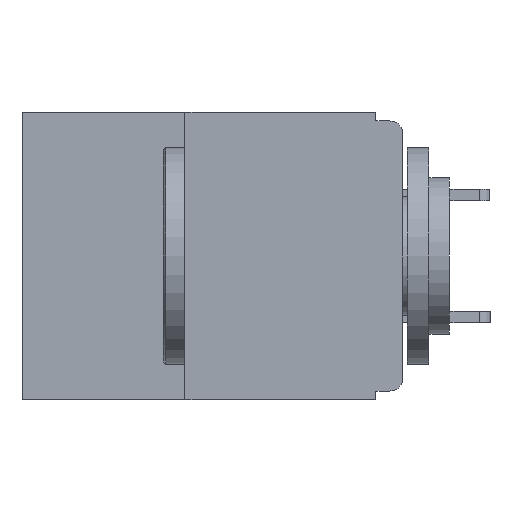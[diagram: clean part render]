
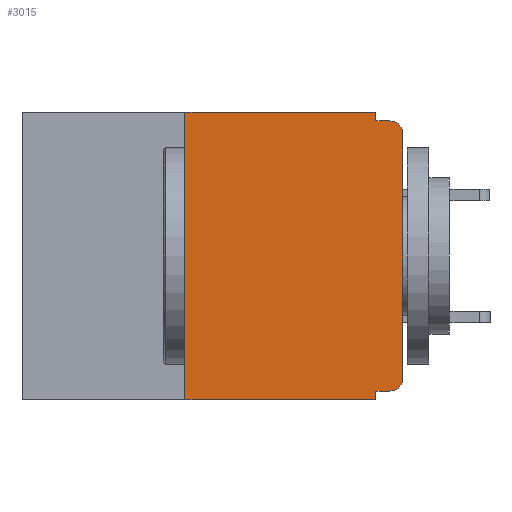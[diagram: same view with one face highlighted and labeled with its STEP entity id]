
A CAD part, left-side view. The second image highlights one B-rep face of the part: STEP entity #3015.
In plain terms, the highlighted planar face has unit normal (-1, 0, 0).
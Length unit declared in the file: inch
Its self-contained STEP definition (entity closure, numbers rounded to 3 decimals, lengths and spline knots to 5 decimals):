
#124 = DIRECTION ( 'NONE',  ( 0., -1., 0. ) ) ;
#171 = VECTOR ( 'NONE', #12745, 39.37008 ) ;
#344 = CARTESIAN_POINT ( 'NONE',  ( 0., 0.015, -0.305 ) ) ;
#725 = CARTESIAN_POINT ( 'NONE',  ( 0., 0.25, -0.33 ) ) ;
#1389 = LINE ( 'NONE', #12685, #5079 ) ;
#1463 = EDGE_CURVE ( 'NONE', #16731, #3958, #10306, .T. ) ;
#1705 = CARTESIAN_POINT ( 'NONE',  ( 0., 0.25, -0.33 ) ) ;
#1778 = DIRECTION ( 'NONE',  ( 0., 0., -1. ) ) ;
#2038 = CARTESIAN_POINT ( 'NONE',  ( 0., 0.015, -0.01 ) ) ;
#2125 = CARTESIAN_POINT ( 'NONE',  ( 0., 0., -0.305 ) ) ;
#2373 = EDGE_CURVE ( 'NONE', #6662, #17397, #16416, .T. ) ;
#2577 = ORIENTED_EDGE ( 'NONE', *, *, #5205, .F. ) ;
#3015 = ADVANCED_FACE ( 'NONE', ( #7665 ), #9419, .F. ) ;
#3050 = DIRECTION ( 'NONE',  ( 0., -1., 0. ) ) ;
#3406 = LINE ( 'NONE', #13661, #17196 ) ;
#3556 = LINE ( 'NONE', #8097, #6734 ) ;
#3901 = VECTOR ( 'NONE', #16522, 39.37008 ) ;
#3958 = VERTEX_POINT ( 'NONE', #6570 ) ;
#4141 = CARTESIAN_POINT ( 'NONE',  ( 0., 0.031, 0. ) ) ;
#4150 = ORIENTED_EDGE ( 'NONE', *, *, #15370, .T. ) ;
#4357 = ORIENTED_EDGE ( 'NONE', *, *, #16592, .F. ) ;
#4645 = CARTESIAN_POINT ( 'NONE',  ( 0., 0.031, -0.01 ) ) ;
#4674 = ORIENTED_EDGE ( 'NONE', *, *, #13362, .F. ) ;
#5040 = VERTEX_POINT ( 'NONE', #15971 ) ;
#5079 = VECTOR ( 'NONE', #12841, 39.37008 ) ;
#5205 = EDGE_CURVE ( 'NONE', #15860, #16731, #1389, .T. ) ;
#5937 = VERTEX_POINT ( 'NONE', #2125 ) ;
#6570 = CARTESIAN_POINT ( 'NONE',  ( 0., 0.031, -0.33 ) ) ;
#6662 = VERTEX_POINT ( 'NONE', #4645 ) ;
#6734 = VECTOR ( 'NONE', #124, 39.37008 ) ;
#7153 = DIRECTION ( 'NONE',  ( 0., 0., 1. ) ) ;
#7160 = DIRECTION ( 'NONE',  ( -1., 0., 0. ) ) ;
#7251 = ORIENTED_EDGE ( 'NONE', *, *, #17178, .T. ) ;
#7559 = AXIS2_PLACEMENT_3D ( 'NONE', #15194, #7160, #16467 ) ;
#7562 = VECTOR ( 'NONE', #7153, 39.37008 ) ;
#7665 = FACE_OUTER_BOUND ( 'NONE', #13433, .T. ) ;
#7688 = CARTESIAN_POINT ( 'NONE',  ( 0., 0., -0.025 ) ) ;
#7921 = ORIENTED_EDGE ( 'NONE', *, *, #2373, .F. ) ;
#8097 = CARTESIAN_POINT ( 'NONE',  ( 0., 0.437, -0.33 ) ) ;
#8277 = DIRECTION ( 'NONE',  ( 0., 0., 1. ) ) ;
#8352 = CARTESIAN_POINT ( 'NONE',  ( 0., 0.031, -0.33 ) ) ;
#8541 = CARTESIAN_POINT ( 'NONE',  ( 0., 0.031, -0.32 ) ) ;
#8628 = ORIENTED_EDGE ( 'NONE', *, *, #10328, .T. ) ;
#8897 = ORIENTED_EDGE ( 'NONE', *, *, #12090, .F. ) ;
#9181 = DIRECTION ( 'NONE',  ( 1., 0., 0. ) ) ;
#9185 = DIRECTION ( 'NONE',  ( 0., 0., -1. ) ) ;
#9419 = PLANE ( 'NONE',  #14611 ) ;
#9764 = CARTESIAN_POINT ( 'NONE',  ( 0., 0.437, 0. ) ) ;
#9866 = CARTESIAN_POINT ( 'NONE',  ( 0., 0., -0.01 ) ) ;
#9991 = DIRECTION ( 'NONE',  ( -1., 0., 0. ) ) ;
#10306 = LINE ( 'NONE', #8352, #3901 ) ;
#10328 = EDGE_CURVE ( 'NONE', #10603, #17397, #12643, .T. ) ;
#10603 = VERTEX_POINT ( 'NONE', #7688 ) ;
#10786 = LINE ( 'NONE', #1705, #7562 ) ;
#10830 = AXIS2_PLACEMENT_3D ( 'NONE', #344, #9991, #1778 ) ;
#11446 = CARTESIAN_POINT ( 'NONE',  ( 0., 0.437, 0. ) ) ;
#11982 = CARTESIAN_POINT ( 'NONE',  ( 0., 0.031, 0. ) ) ;
#12090 = EDGE_CURVE ( 'NONE', #16905, #5040, #10786, .T. ) ;
#12590 = CIRCLE ( 'NONE', #10830, 0.015 ) ;
#12643 = CIRCLE ( 'NONE', #7559, 0.015 ) ;
#12685 = CARTESIAN_POINT ( 'NONE',  ( 0., 0., -0.32 ) ) ;
#12745 = DIRECTION ( 'NONE',  ( 0., -1., 0. ) ) ;
#12841 = DIRECTION ( 'NONE',  ( 0., 1., 0. ) ) ;
#13362 = EDGE_CURVE ( 'NONE', #5040, #16434, #15072, .T. ) ;
#13433 = EDGE_LOOP ( 'NONE', ( #4150, #8628, #7921, #4357, #4674, #8897, #7251, #16951, #2577, #14793 ) ) ;
#13661 = CARTESIAN_POINT ( 'NONE',  ( 0., 0., 0. ) ) ;
#14611 = AXIS2_PLACEMENT_3D ( 'NONE', #9764, #9181, #9185 ) ;
#14793 = ORIENTED_EDGE ( 'NONE', *, *, #15021, .T. ) ;
#14916 = DIRECTION ( 'NONE',  ( 0., 0., -1. ) ) ;
#15021 = EDGE_CURVE ( 'NONE', #15860, #5937, #12590, .T. ) ;
#15072 = LINE ( 'NONE', #11446, #171 ) ;
#15194 = CARTESIAN_POINT ( 'NONE',  ( 0., 0.015, -0.025 ) ) ;
#15370 = EDGE_CURVE ( 'NONE', #5937, #10603, #3406, .T. ) ;
#15860 = VERTEX_POINT ( 'NONE', #15886 ) ;
#15886 = CARTESIAN_POINT ( 'NONE',  ( 0., 0.015, -0.32 ) ) ;
#15971 = CARTESIAN_POINT ( 'NONE',  ( 0., 0.25, 0. ) ) ;
#16416 = LINE ( 'NONE', #9866, #16806 ) ;
#16434 = VERTEX_POINT ( 'NONE', #11982 ) ;
#16467 = DIRECTION ( 'NONE',  ( 0., 0., -1. ) ) ;
#16522 = DIRECTION ( 'NONE',  ( 0., 0., -1. ) ) ;
#16592 = EDGE_CURVE ( 'NONE', #16434, #6662, #17146, .T. ) ;
#16731 = VERTEX_POINT ( 'NONE', #8541 ) ;
#16754 = VECTOR ( 'NONE', #14916, 39.37008 ) ;
#16806 = VECTOR ( 'NONE', #3050, 39.37008 ) ;
#16905 = VERTEX_POINT ( 'NONE', #725 ) ;
#16951 = ORIENTED_EDGE ( 'NONE', *, *, #1463, .F. ) ;
#17146 = LINE ( 'NONE', #4141, #16754 ) ;
#17178 = EDGE_CURVE ( 'NONE', #16905, #3958, #3556, .T. ) ;
#17196 = VECTOR ( 'NONE', #8277, 39.37008 ) ;
#17397 = VERTEX_POINT ( 'NONE', #2038 ) ;
